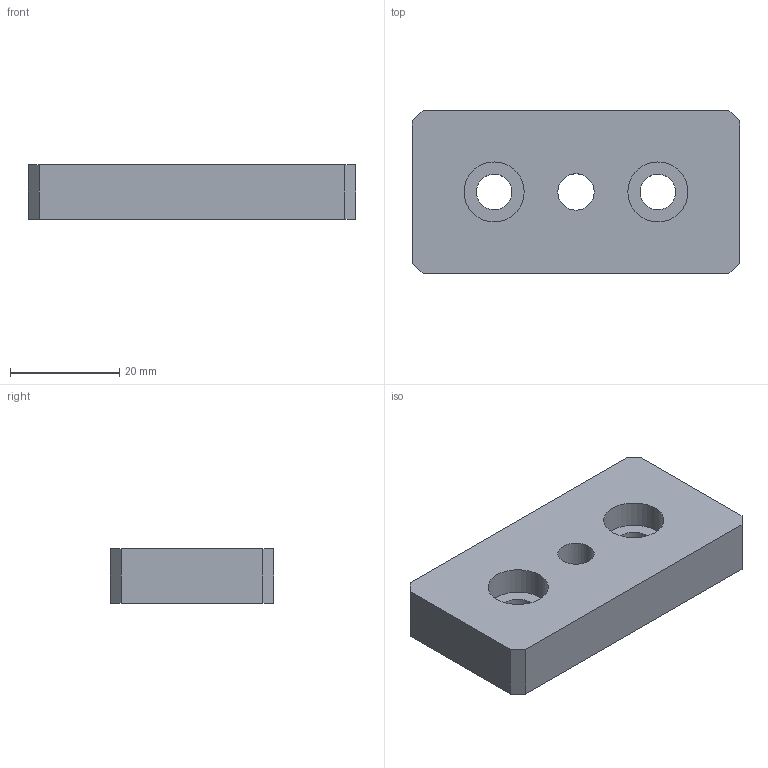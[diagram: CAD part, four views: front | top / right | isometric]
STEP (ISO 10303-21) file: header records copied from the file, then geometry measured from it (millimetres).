
FILE_DESCRIPTION((''),'2;1');
FILE_NAME('523060.ipt.stp','2010-09-05T12:18:54',(''),(''),'Autodesk Inventor 2010','Autodesk Inventor 2010','');
FILE_SCHEMA(('AUTOMOTIVE_DESIGN { 1 0 10303 214 1 1 1 1 }'));
Length unit declared in the file: millimetre
Products named in the file (1): 523060
Bounding box: 60 x 30 x 10 mm (x, y, z)
Volume: 16291.1 mm3; surface area: 5893.4 mm2
Topology: 1 solids, 1 shells, 17 faces, 41 edges, 28 vertices
Faces by surface type: plane 10, bspline 7
Entity records: 561 total; most frequent: CARTESIAN_POINT 169, ORIENTED_EDGE 68, DIRECTION 66, EDGE_CURVE 34, EDGE_LOOP 30, VERTEX_POINT 26, VECTOR 24, LINE 24
